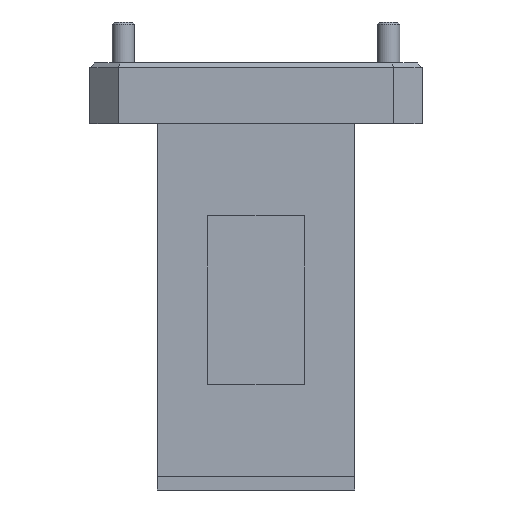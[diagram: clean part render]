
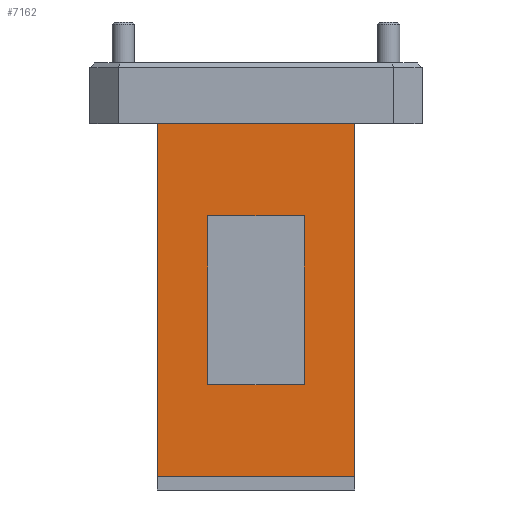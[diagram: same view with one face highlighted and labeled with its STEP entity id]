
A CAD part, front view. The second image highlights one B-rep face of the part: STEP entity #7162.
In plain terms, the highlighted planar face has unit normal (0, -1, 0).
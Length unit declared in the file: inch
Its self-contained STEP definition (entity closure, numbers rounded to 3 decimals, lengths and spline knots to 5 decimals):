
#300 = LINE ( 'NONE', #8838, #5093 ) ;
#318 = DIRECTION ( 'NONE',  ( 0., 0., -1. ) ) ;
#405 = VERTEX_POINT ( 'NONE', #434 ) ;
#434 = CARTESIAN_POINT ( 'NONE',  ( 0.2, -0.21043, -0.63431 ) ) ;
#519 = VERTEX_POINT ( 'NONE', #1833 ) ;
#527 = VERTEX_POINT ( 'NONE', #11249 ) ;
#743 = VECTOR ( 'NONE', #3454, 39.37008 ) ;
#940 = VECTOR ( 'NONE', #9358, 39.37008 ) ;
#1019 = CARTESIAN_POINT ( 'NONE',  ( -0.2, -0.21043, -0.63431 ) ) ;
#1103 = CARTESIAN_POINT ( 'NONE',  ( -0.2, -0.21043, -1.33431 ) ) ;
#1141 = FACE_BOUND ( 'NONE', #8572, .T. ) ;
#1455 = CARTESIAN_POINT ( 'NONE',  ( -0.2, -0.21043, -1.33431 ) ) ;
#1569 = DIRECTION ( 'NONE',  ( 0., 0., 1. ) ) ;
#1614 = CARTESIAN_POINT ( 'NONE',  ( -0.41004, -0.21043, -1.77165 ) ) ;
#1833 = CARTESIAN_POINT ( 'NONE',  ( -0.2, -0.21043, -1.33431 ) ) ;
#2008 = AXIS2_PLACEMENT_3D ( 'NONE', #2344, #9389, #6031 ) ;
#2344 = CARTESIAN_POINT ( 'NONE',  ( 0.41004, -0.21043, -1.77165 ) ) ;
#2735 = CARTESIAN_POINT ( 'NONE',  ( 0.41004, -0.21043, -1.71665 ) ) ;
#2950 = ORIENTED_EDGE ( 'NONE', *, *, #13741, .F. ) ;
#3139 = EDGE_CURVE ( 'NONE', #8334, #5929, #8140, .T. ) ;
#3392 = DIRECTION ( 'NONE',  ( -1., 0., 0. ) ) ;
#3454 = DIRECTION ( 'NONE',  ( 0., 0., 1. ) ) ;
#3585 = EDGE_CURVE ( 'NONE', #527, #405, #11073, .T. ) ;
#3667 = CARTESIAN_POINT ( 'NONE',  ( -0.41004, -0.21043, -0.25197 ) ) ;
#3814 = EDGE_LOOP ( 'NONE', ( #9371, #14339, #8871, #12357 ) ) ;
#4018 = EDGE_CURVE ( 'NONE', #10490, #519, #4632, .T. ) ;
#4632 = LINE ( 'NONE', #1455, #5000 ) ;
#4654 = EDGE_CURVE ( 'NONE', #14529, #5929, #9807, .T. ) ;
#4718 = LINE ( 'NONE', #5652, #13520 ) ;
#5000 = VECTOR ( 'NONE', #318, 39.37008 ) ;
#5071 = EDGE_CURVE ( 'NONE', #519, #527, #12350, .T. ) ;
#5093 = VECTOR ( 'NONE', #6353, 39.37008 ) ;
#5652 = CARTESIAN_POINT ( 'NONE',  ( 0.41004, -0.21043, -1.71665 ) ) ;
#5724 = PLANE ( 'NONE',  #2008 ) ;
#5747 = VECTOR ( 'NONE', #7229, 39.37008 ) ;
#5929 = VERTEX_POINT ( 'NONE', #3667 ) ;
#6031 = DIRECTION ( 'NONE',  ( 0., 0., 1. ) ) ;
#6353 = DIRECTION ( 'NONE',  ( -1., 0., 0. ) ) ;
#6410 = CARTESIAN_POINT ( 'NONE',  ( 0.41004, -0.21043, -0.25197 ) ) ;
#6669 = VECTOR ( 'NONE', #1569, 39.37008 ) ;
#7004 = CARTESIAN_POINT ( 'NONE',  ( 0.2, -0.21043, -1.33431 ) ) ;
#7121 = ORIENTED_EDGE ( 'NONE', *, *, #4018, .F. ) ;
#7162 = ADVANCED_FACE ( 'NONE', ( #12158, #1141 ), #5724, .F. ) ;
#7229 = DIRECTION ( 'NONE',  ( -1., 0., 0. ) ) ;
#7849 = CARTESIAN_POINT ( 'NONE',  ( -0.41004, -0.21043, -1.71665 ) ) ;
#8140 = LINE ( 'NONE', #8606, #5747 ) ;
#8334 = VERTEX_POINT ( 'NONE', #6410 ) ;
#8572 = EDGE_LOOP ( 'NONE', ( #13890, #11940, #7121, #2950 ) ) ;
#8606 = CARTESIAN_POINT ( 'NONE',  ( 0.41004, -0.21043, -0.25197 ) ) ;
#8838 = CARTESIAN_POINT ( 'NONE',  ( -0.2, -0.21043, -0.63431 ) ) ;
#8871 = ORIENTED_EDGE ( 'NONE', *, *, #3139, .T. ) ;
#9358 = DIRECTION ( 'NONE',  ( 1., 0., 0. ) ) ;
#9371 = ORIENTED_EDGE ( 'NONE', *, *, #14175, .F. ) ;
#9389 = DIRECTION ( 'NONE',  ( 0., 1., 0. ) ) ;
#9699 = VERTEX_POINT ( 'NONE', #2735 ) ;
#9807 = LINE ( 'NONE', #1614, #6669 ) ;
#9869 = LINE ( 'NONE', #12384, #10053 ) ;
#10053 = VECTOR ( 'NONE', #13550, 39.37008 ) ;
#10490 = VERTEX_POINT ( 'NONE', #1019 ) ;
#11073 = LINE ( 'NONE', #7004, #743 ) ;
#11249 = CARTESIAN_POINT ( 'NONE',  ( 0.2, -0.21043, -1.33431 ) ) ;
#11940 = ORIENTED_EDGE ( 'NONE', *, *, #5071, .F. ) ;
#12158 = FACE_OUTER_BOUND ( 'NONE', #3814, .T. ) ;
#12350 = LINE ( 'NONE', #1103, #940 ) ;
#12357 = ORIENTED_EDGE ( 'NONE', *, *, #4654, .F. ) ;
#12384 = CARTESIAN_POINT ( 'NONE',  ( 0.41004, -0.21043, -1.77165 ) ) ;
#13520 = VECTOR ( 'NONE', #3392, 39.37008 ) ;
#13550 = DIRECTION ( 'NONE',  ( 0., 0., 1. ) ) ;
#13741 = EDGE_CURVE ( 'NONE', #405, #10490, #300, .T. ) ;
#13890 = ORIENTED_EDGE ( 'NONE', *, *, #3585, .F. ) ;
#14067 = EDGE_CURVE ( 'NONE', #9699, #8334, #9869, .T. ) ;
#14175 = EDGE_CURVE ( 'NONE', #9699, #14529, #4718, .T. ) ;
#14339 = ORIENTED_EDGE ( 'NONE', *, *, #14067, .T. ) ;
#14529 = VERTEX_POINT ( 'NONE', #7849 ) ;
